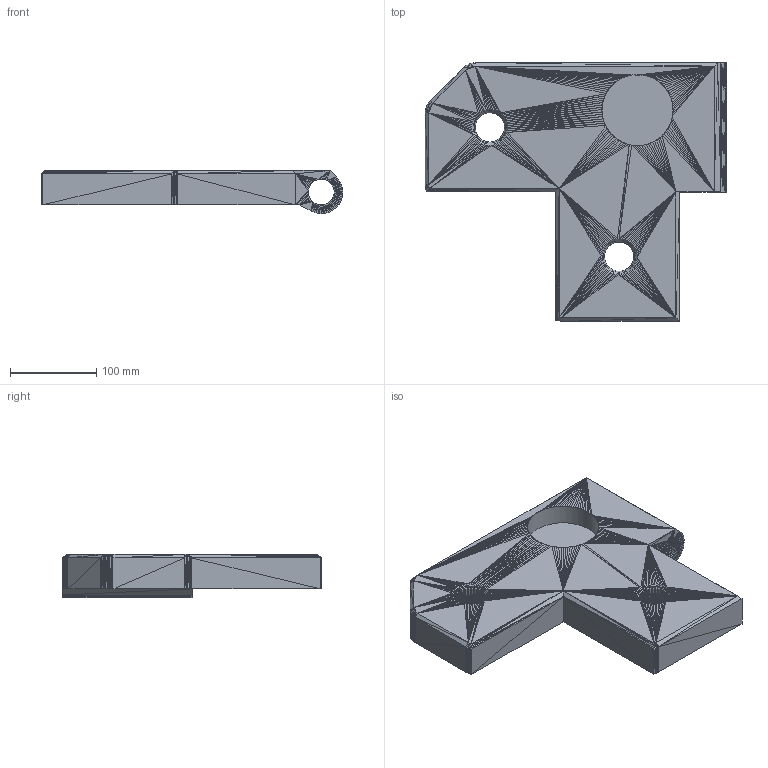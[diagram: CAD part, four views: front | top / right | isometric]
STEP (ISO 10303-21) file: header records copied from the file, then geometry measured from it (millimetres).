
FILE_DESCRIPTION(/* description */ (''),/* implementation_level */ '2;1');
FILE_NAME(/* name */ 'Lower hinge v2.step',/* time_stamp */ '2023-03-24T11:53:50-08:00',/* author */ (''),/* organization */ (''),/* preprocessor_version */ 'ST-DEVELOPER v19.2',/* originating_system */ 'Autodesk Translation Framework v11.17.0.187',/* authorisation */ '');
FILE_SCHEMA (('AUTOMOTIVE_DESIGN { 1 0 10303 214 3 1 1 }'));
Length unit declared in the file: millimetre
Products named in the file (1): Lower hinge
Bounding box: 350 x 300 x 50 mm (x, y, z)
Volume: 2618132.2 mm3; surface area: 216103.9 mm2
Topology: 1 solids, 1 shells, 2355 faces, 4004 edges, 1635 vertices
Faces by surface type: plane 2347, cylinder 8
Full cylindrical faces by diameter (mm): 82.5 x1
Entity records: 50420 total; most frequent: DIRECTION 8953, ORIENTED_EDGE 8008, CARTESIAN_POINT 7995, EDGE_CURVE 4004, LINE 3767, VECTOR 3767, AXIS2_PLACEMENT_3D 2593, EDGE_LOOP 2357
